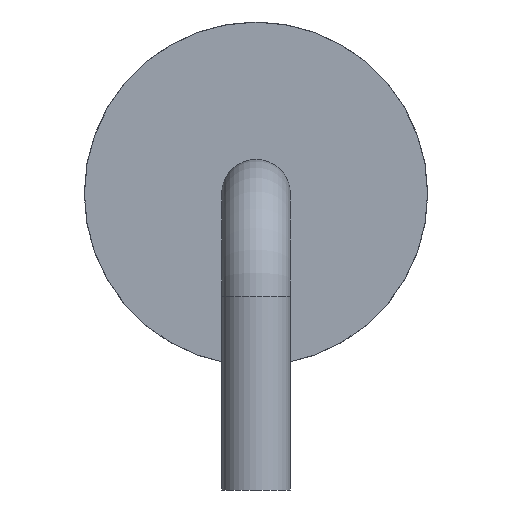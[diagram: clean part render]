
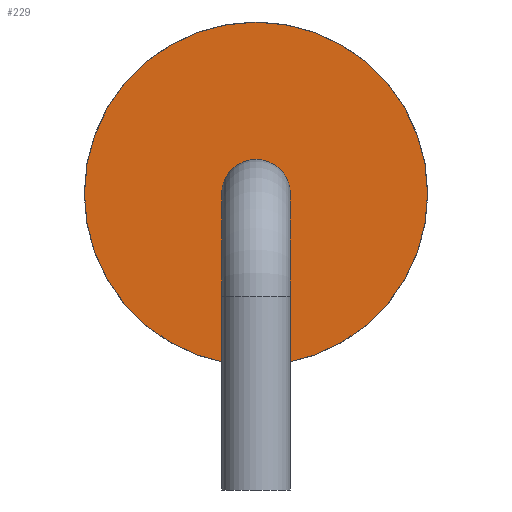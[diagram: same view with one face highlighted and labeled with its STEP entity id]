
A CAD part, left-side view. The second image highlights one B-rep face of the part: STEP entity #229.
In plain terms, the highlighted planar face has unit normal (-1, 0, 0).
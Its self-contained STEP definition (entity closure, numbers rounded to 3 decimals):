
#16=FACE_BOUND('',#57,.T.);
#24=PLANE('',#278);
#39=FACE_OUTER_BOUND('',#56,.T.);
#56=EDGE_LOOP('',(#189));
#57=EDGE_LOOP('',(#190));
#87=CIRCLE('',#266,0.53);
#93=CIRCLE('',#277,2.65);
#105=VERTEX_POINT('',#395);
#111=VERTEX_POINT('',#415);
#128=EDGE_CURVE('',#105,#105,#87,.T.);
#138=EDGE_CURVE('',#111,#111,#93,.T.);
#189=ORIENTED_EDGE('',*,*,#138,.T.);
#190=ORIENTED_EDGE('',*,*,#128,.T.);
#229=ADVANCED_FACE('',(#39,#16),#24,.T.);
#266=AXIS2_PLACEMENT_3D('',#396,#327,#328);
#277=AXIS2_PLACEMENT_3D('',#417,#353,#354);
#278=AXIS2_PLACEMENT_3D('',#418,#355,#356);
#327=DIRECTION('center_axis',(1.,0.,0.));
#328=DIRECTION('ref_axis',(0.,0.,-1.));
#353=DIRECTION('center_axis',(-1.,0.,0.));
#354=DIRECTION('ref_axis',(0.,0.,-1.));
#355=DIRECTION('center_axis',(-1.,0.,0.));
#356=DIRECTION('ref_axis',(0.,0.,1.));
#395=CARTESIAN_POINT('',(-4.25,0.,3.18));
#396=CARTESIAN_POINT('Origin',(-4.25,0.,2.65));
#415=CARTESIAN_POINT('',(-4.25,0.,5.3));
#417=CARTESIAN_POINT('Origin',(-4.25,0.,2.65));
#418=CARTESIAN_POINT('Origin',(-4.25,0.,2.65));
